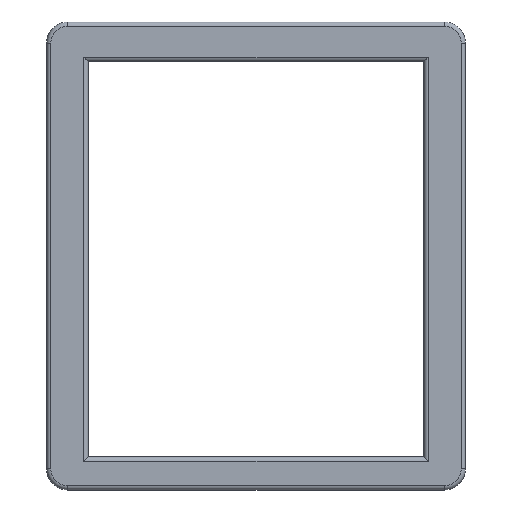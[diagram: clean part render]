
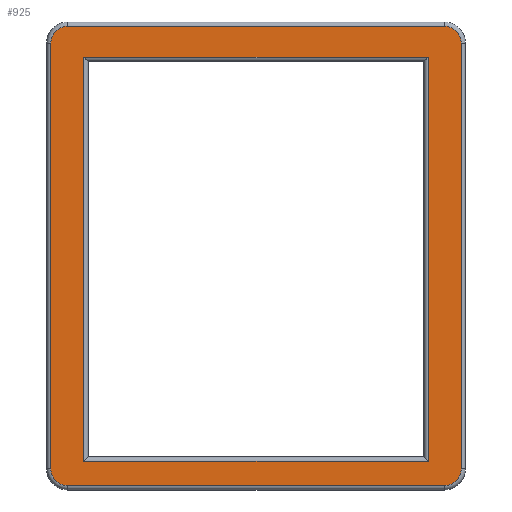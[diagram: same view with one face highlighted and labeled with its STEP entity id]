
A CAD part, top view. The second image highlights one B-rep face of the part: STEP entity #925.
In plain terms, the highlighted planar face has unit normal (0, 0, 1).
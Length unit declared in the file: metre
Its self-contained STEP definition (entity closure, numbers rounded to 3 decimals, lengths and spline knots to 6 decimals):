
#100=LINE('',#1561,#168);
#101=LINE('',#1564,#169);
#102=LINE('',#1566,#170);
#103=LINE('',#1568,#171);
#104=LINE('',#1569,#172);
#105=LINE('',#1574,#173);
#106=LINE('',#1578,#174);
#107=LINE('',#1582,#175);
#168=VECTOR('',#1232,1.);
#169=VECTOR('',#1233,1.);
#170=VECTOR('',#1234,1.);
#171=VECTOR('',#1235,1.);
#172=VECTOR('',#1236,1.);
#173=VECTOR('',#1239,1.);
#174=VECTOR('',#1242,1.);
#175=VECTOR('',#1245,1.);
#292=ORIENTED_EDGE('',*,*,#511,.T.);
#293=ORIENTED_EDGE('',*,*,#512,.T.);
#294=ORIENTED_EDGE('',*,*,#513,.T.);
#295=ORIENTED_EDGE('',*,*,#514,.T.);
#296=ORIENTED_EDGE('',*,*,#515,.T.);
#297=ORIENTED_EDGE('',*,*,#516,.T.);
#298=ORIENTED_EDGE('',*,*,#517,.T.);
#299=ORIENTED_EDGE('',*,*,#518,.T.);
#300=ORIENTED_EDGE('',*,*,#519,.T.);
#301=ORIENTED_EDGE('',*,*,#520,.T.);
#302=ORIENTED_EDGE('',*,*,#521,.T.);
#303=ORIENTED_EDGE('',*,*,#522,.T.);
#511=EDGE_CURVE('',#622,#623,#100,.T.);
#512=EDGE_CURVE('',#623,#624,#101,.T.);
#513=EDGE_CURVE('',#624,#625,#102,.F.);
#514=EDGE_CURVE('',#625,#622,#103,.T.);
#515=EDGE_CURVE('',#626,#627,#104,.T.);
#516=EDGE_CURVE('',#627,#628,#676,.T.);
#517=EDGE_CURVE('',#628,#629,#105,.T.);
#518=EDGE_CURVE('',#629,#630,#677,.T.);
#519=EDGE_CURVE('',#630,#631,#106,.F.);
#520=EDGE_CURVE('',#631,#632,#678,.T.);
#521=EDGE_CURVE('',#632,#633,#107,.F.);
#522=EDGE_CURVE('',#633,#626,#679,.T.);
#622=VERTEX_POINT('',#1562);
#623=VERTEX_POINT('',#1563);
#624=VERTEX_POINT('',#1565);
#625=VERTEX_POINT('',#1567);
#626=VERTEX_POINT('',#1570);
#627=VERTEX_POINT('',#1571);
#628=VERTEX_POINT('',#1573);
#629=VERTEX_POINT('',#1575);
#630=VERTEX_POINT('',#1577);
#631=VERTEX_POINT('',#1579);
#632=VERTEX_POINT('',#1581);
#633=VERTEX_POINT('',#1583);
#676=CIRCLE('',#1022,0.004);
#677=CIRCLE('',#1023,0.004);
#678=CIRCLE('',#1024,0.004);
#679=CIRCLE('',#1025,0.004);
#736=EDGE_LOOP('',(#292,#293,#294,#295));
#737=EDGE_LOOP('',(#296,#297,#298,#299,#300,#301,#302,#303));
#820=FACE_BOUND('',#736,.T.);
#821=FACE_BOUND('',#737,.T.);
#894=PLANE('',#1021);
#925=ADVANCED_FACE('',(#820,#821),#894,.T.);
#1021=AXIS2_PLACEMENT_3D('',#1560,#1230,#1231);
#1022=AXIS2_PLACEMENT_3D('',#1572,#1237,#1238);
#1023=AXIS2_PLACEMENT_3D('',#1576,#1240,#1241);
#1024=AXIS2_PLACEMENT_3D('',#1580,#1243,#1244);
#1025=AXIS2_PLACEMENT_3D('',#1584,#1246,#1247);
#1230=DIRECTION('',(0.,0.,1.));
#1231=DIRECTION('',(1.,0.,0.));
#1232=DIRECTION('',(0.,-1.,0.));
#1233=DIRECTION('',(-1.,0.,0.));
#1234=DIRECTION('',(0.,-1.,0.));
#1235=DIRECTION('',(1.,0.,0.));
#1236=DIRECTION('',(0.,1.,0.));
#1237=DIRECTION('',(0.,0.,1.));
#1238=DIRECTION('',(1.,0.,0.));
#1239=DIRECTION('',(-1.,0.,0.));
#1240=DIRECTION('',(0.,0.,1.));
#1241=DIRECTION('',(1.,0.,0.));
#1242=DIRECTION('',(0.,1.,0.));
#1243=DIRECTION('',(0.,0.,1.));
#1244=DIRECTION('',(1.,0.,0.));
#1245=DIRECTION('',(-1.,0.,0.));
#1246=DIRECTION('',(0.,0.,1.));
#1247=DIRECTION('',(1.,0.,0.));
#1560=CARTESIAN_POINT('',(0.091218,-0.07686,0.00985));
#1561=CARTESIAN_POINT('',(0.13168,-0.124095,0.00985));
#1562=CARTESIAN_POINT('',(0.13168,-0.030125,0.00985));
#1563=CARTESIAN_POINT('',(0.13168,-0.125095,0.00985));
#1564=CARTESIAN_POINT('',(0.051756,-0.125095,0.00985));
#1565=CARTESIAN_POINT('',(0.050756,-0.125095,0.00985));
#1566=CARTESIAN_POINT('',(0.050756,-0.07686,0.00985));
#1567=CARTESIAN_POINT('',(0.050756,-0.030125,0.00985));
#1568=CARTESIAN_POINT('',(0.13068,-0.030125,0.00985));
#1569=CARTESIAN_POINT('',(0.13943,-0.026875,0.00985));
#1570=CARTESIAN_POINT('',(0.13943,-0.126845,0.00985));
#1571=CARTESIAN_POINT('',(0.13943,-0.026875,0.00985));
#1572=CARTESIAN_POINT('',(0.13543,-0.026875,0.00985));
#1573=CARTESIAN_POINT('',(0.13543,-0.022875,0.00985));
#1574=CARTESIAN_POINT('',(0.047006,-0.022875,0.00985));
#1575=CARTESIAN_POINT('',(0.047006,-0.022875,0.00985));
#1576=CARTESIAN_POINT('',(0.047006,-0.026875,0.00985));
#1577=CARTESIAN_POINT('',(0.043006,-0.026875,0.00985));
#1578=CARTESIAN_POINT('',(0.043006,-0.07686,0.00985));
#1579=CARTESIAN_POINT('',(0.043006,-0.126845,0.00985));
#1580=CARTESIAN_POINT('',(0.047006,-0.126845,0.00985));
#1581=CARTESIAN_POINT('',(0.047006,-0.130845,0.00985));
#1582=CARTESIAN_POINT('',(0.091218,-0.130845,0.00985));
#1583=CARTESIAN_POINT('',(0.13543,-0.130845,0.00985));
#1584=CARTESIAN_POINT('',(0.13543,-0.126845,0.00985));
